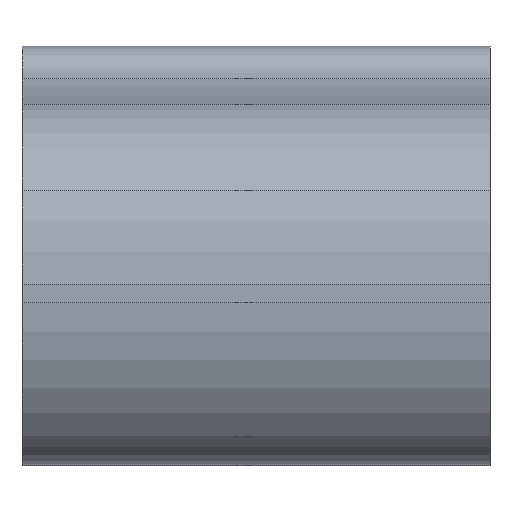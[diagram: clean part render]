
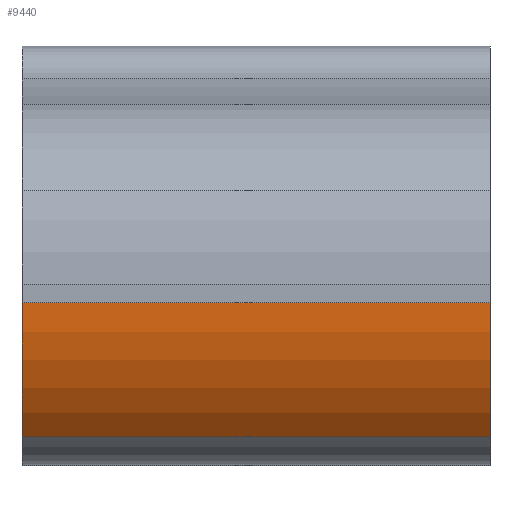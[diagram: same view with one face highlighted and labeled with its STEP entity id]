
A CAD part, top view. The second image highlights one B-rep face of the part: STEP entity #9440.
In plain terms, the highlighted cylindrical face has radius 10 mm (diameter 20 mm), a partial arc.
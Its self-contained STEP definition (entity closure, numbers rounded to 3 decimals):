
#2540=CARTESIAN_POINT('',(0.,-3.25,-7.735));
#2550=VERTEX_POINT('',#2540);
#2580=CARTESIAN_POINT('',(0.,-3.25,-17.735));
#2590=DIRECTION('',(-1.,0.,0.));
#2600=DIRECTION('',(0.,0.,1.));
#2610=AXIS2_PLACEMENT_3D('',#2580,#2590,#2600);
#2620=CIRCLE('',#2610,10.);
#2630=CARTESIAN_POINT('',(0.,-9.849,-10.222));
#2640=VERTEX_POINT('',#2630);
#2650=EDGE_CURVE('',#2640,#2550,#2620,.T.);
#5970=CARTESIAN_POINT('',(23.,-9.849,-10.222));
#5980=VERTEX_POINT('',#5970);
#6010=CARTESIAN_POINT('',(23.,-3.25,-17.735));
#6020=DIRECTION('',(-1.,0.,0.));
#6030=DIRECTION('',(0.,0.,1.));
#6040=AXIS2_PLACEMENT_3D('',#6010,#6020,#6030);
#6050=CIRCLE('',#6040,10.);
#6060=CARTESIAN_POINT('',(23.,-3.25,-7.735));
#6070=VERTEX_POINT('',#6060);
#6080=EDGE_CURVE('',#5980,#6070,#6050,.T.);
#9100=CARTESIAN_POINT('',(0.,-9.849,-10.222));
#9110=DIRECTION('',(1.,0.,0.));
#9120=VECTOR('',#9110,1.);
#9130=LINE('',#9100,#9120);
#9140=EDGE_CURVE('',#2640,#5980,#9130,.T.);
#9280=CARTESIAN_POINT('',(0.,-3.25,-17.735));
#9290=DIRECTION('',(-1.,0.,0.));
#9300=DIRECTION('',(0.,0.,1.));
#9310=AXIS2_PLACEMENT_3D('',#9280,#9290,#9300);
#9320=CYLINDRICAL_SURFACE('',#9310,10.);
#9330=ORIENTED_EDGE('',*,*,#2650,.F.);
#9340=CARTESIAN_POINT('',(0.,-3.25,-7.735));
#9350=DIRECTION('',(1.,0.,0.));
#9360=VECTOR('',#9350,1.);
#9370=LINE('',#9340,#9360);
#9380=EDGE_CURVE('',#2550,#6070,#9370,.T.);
#9390=ORIENTED_EDGE('',*,*,#9380,.F.);
#9400=ORIENTED_EDGE('',*,*,#6080,.T.);
#9410=ORIENTED_EDGE('',*,*,#9140,.T.);
#9420=EDGE_LOOP('',(#9410,#9400,#9390,#9330));
#9430=FACE_OUTER_BOUND('',#9420,.T.);
#9440=ADVANCED_FACE('',(#9430),#9320,.T.);
